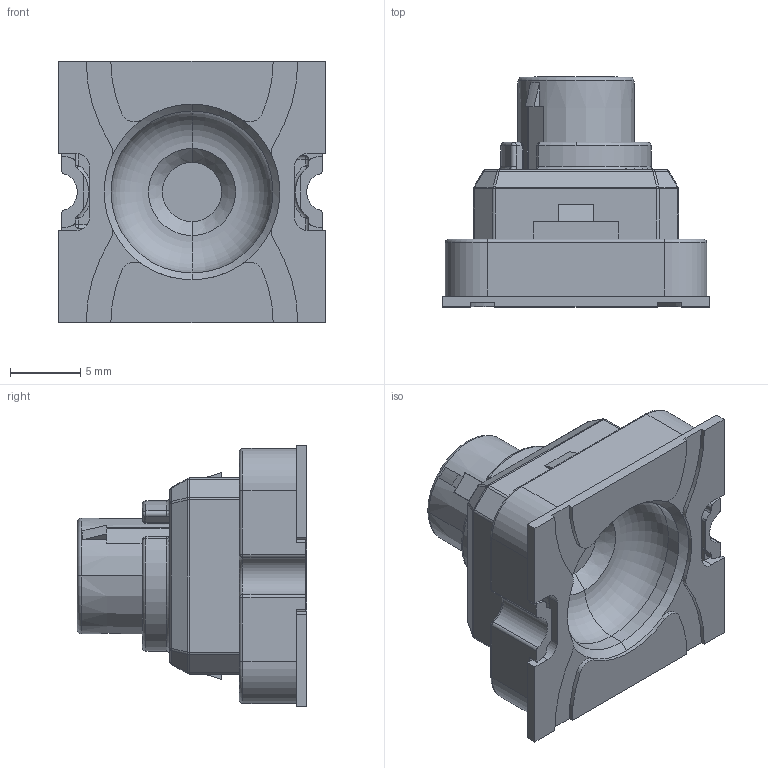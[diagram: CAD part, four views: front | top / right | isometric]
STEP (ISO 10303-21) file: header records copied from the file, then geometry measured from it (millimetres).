
FILE_DESCRIPTION (( 'STEP AP214' ), '1' );
FILE_NAME ('Topre_1U_R1_with-dome.STEP', '2024-03-10T22:29:20', ( '' ), ( '' ), 'SwSTEP 2.0', 'SolidWorks 2019', '' );
FILE_SCHEMA (( 'AUTOMOTIVE_DESIGN' ));
Length unit declared in the file: millimetre
Products named in the file (4): Topre_1U_R1_Housing; Topre_1U_Slider; Topre_1U_R1_with-dome; Topre_Dome
Assembly tree (3 placements, depth 2):
  Topre_1U_R1_with-dome
    Topre_1U_R1_Housing
    Topre_1U_Slider
    Topre_Dome
Bounding box: 19.05 x 16.35 x 18.6 mm (x, y, z)
Volume: 1360.1 mm3; surface area: 3374.7 mm2
Topology: 3 solids, 3 shells, 672 faces, 1662 edges, 951 vertices
Faces by surface type: cylinder 293, plane 175, torus 105, sphere 65, bspline 25, cone 9
Entity records: 19998 total; most frequent: CARTESIAN_POINT 4024, DIRECTION 3603, ORIENTED_EDGE 3234, EDGE_CURVE 1617, AXIS2_PLACEMENT_3D 1437, VERTEX_POINT 951, CIRCLE 784, VECTOR 729
